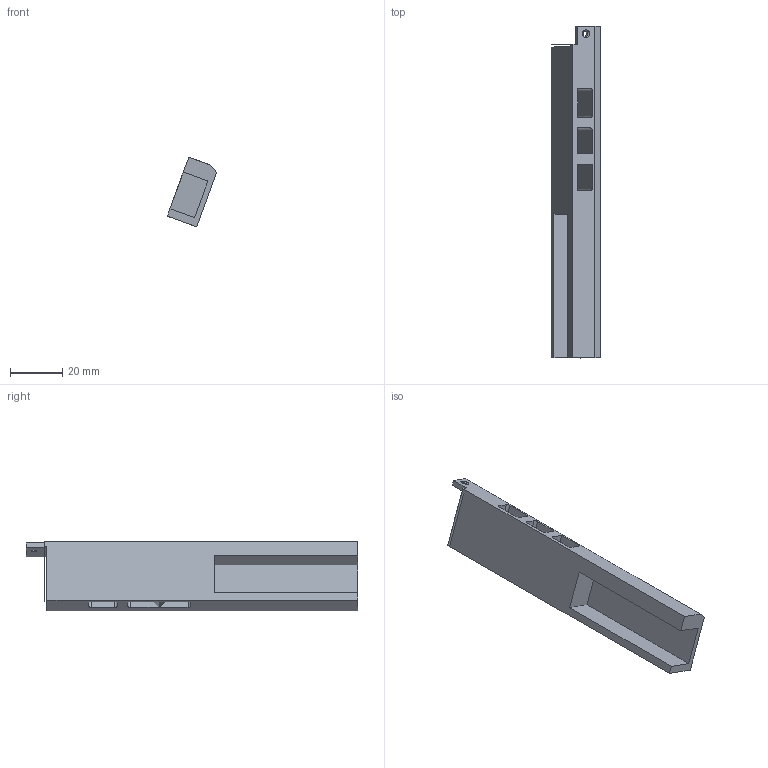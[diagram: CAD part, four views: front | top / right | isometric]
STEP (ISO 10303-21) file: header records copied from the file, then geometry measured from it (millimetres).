
FILE_DESCRIPTION(/* description */ (''),/* implementation_level */ '2;1');
FILE_NAME(/* name */ 'cover12.step',/* time_stamp */ '2020-12-18T16:22:30+06:00',/* author */ (''),/* organization */ (''),/* preprocessor_version */ 'ST-DEVELOPER v18.1',/* originating_system */ 'Autodesk Translation Framework v9.7.1.1290',/* authorisation */ '');
FILE_SCHEMA (('AUTOMOTIVE_DESIGN { 1 0 10303 214 3 1 1 }'));
Length unit declared in the file: millimetre
Products named in the file (1): cover12
Bounding box: 18.88 x 126.96 x 26.66 mm (x, y, z)
Volume: 21359.6 mm3; surface area: 12295.2 mm2
Topology: 1 solids, 1 shells, 38 faces, 105 edges, 68 vertices
Faces by surface type: plane 32, cylinder 5, cone 1
Full cylindrical faces by diameter (mm): 2 x1
Entity records: 1248 total; most frequent: CARTESIAN_POINT 212, ORIENTED_EDGE 210, DIRECTION 194, EDGE_CURVE 105, LINE 94, VECTOR 94, VERTEX_POINT 68, AXIS2_PLACEMENT_3D 50
